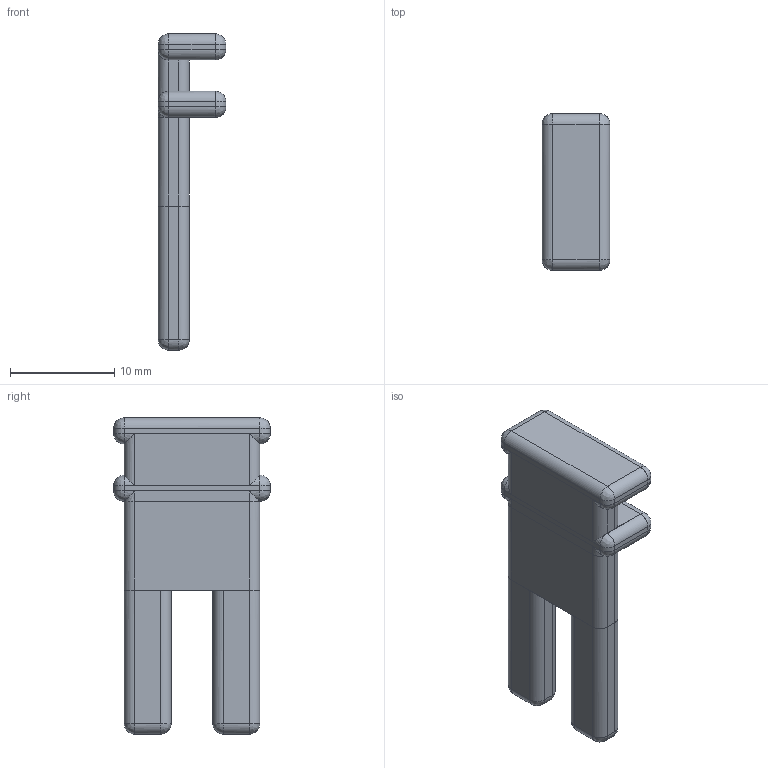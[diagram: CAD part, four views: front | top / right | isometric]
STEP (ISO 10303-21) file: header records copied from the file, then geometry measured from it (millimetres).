
FILE_DESCRIPTION((''),'2;1');
FILE_NAME('MTG.stp','2022-09-28T10:09:35',(''),(''),'AutoCAD STEP 2000i','AutoCAD 2000i',', , ');
FILE_SCHEMA(('CONFIG_CONTROL_DESIGN'));
Length unit declared in the file: millimetre
Products named in the file (1): M87
Bounding box: 6.5 x 15 x 30.3 mm (x, y, z)
Surface area: 1146.8 mm2 (no closed solid volume)
Topology: 0 solids, 0 shells, 123 faces, 484 edges, 456 vertices
Faces by surface type: bspline 123
Entity records: 5552 total; most frequent: CARTESIAN_POINT 3542, QUASI_UNIFORM_CURVE 674, PCURVE 456, COMPOSITE_CURVE_SEGMENT 456, OUTER_BOUNDARY_CURVE 123, CURVE_BOUNDED_SURFACE 123, B_SPLINE_CURVE_WITH_KNOTS 42, QUASI_UNIFORM_SURFACE 35
